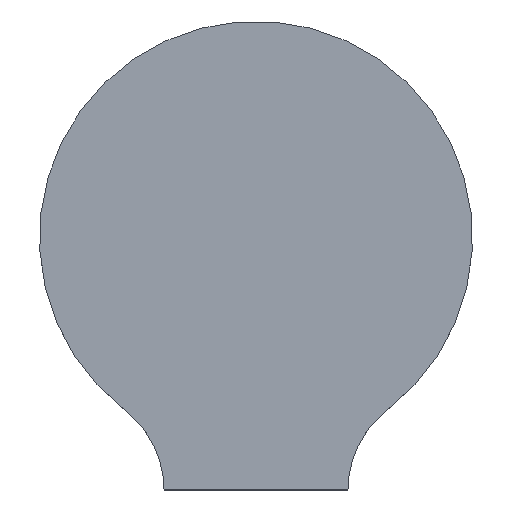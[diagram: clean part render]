
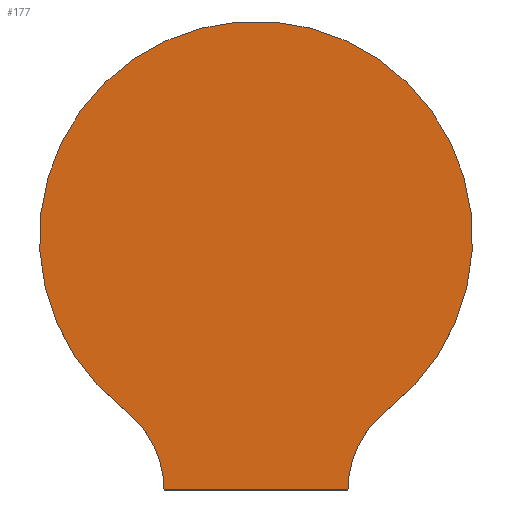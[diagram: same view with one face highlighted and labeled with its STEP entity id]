
A CAD part, top view. The second image highlights one B-rep face of the part: STEP entity #177.
In plain terms, the highlighted planar face has unit normal (0, 0, 1).
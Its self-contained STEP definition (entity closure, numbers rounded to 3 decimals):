
#42 = VERTEX_POINT('',#43);
#43 = CARTESIAN_POINT('',(11.087,-14.496,3.));
#49 = EDGE_CURVE('',#42,#50,#52,.T.);
#50 = VERTEX_POINT('',#51);
#51 = CARTESIAN_POINT('',(-11.087,-14.496,3.));
#52 = CIRCLE('',#53,18.25);
#53 = AXIS2_PLACEMENT_3D('',#54,#55,#56);
#54 = CARTESIAN_POINT('',(0.,0.,3.));
#55 = DIRECTION('',(0.,0.,1.));
#56 = DIRECTION('',(1.,0.,0.));
#84 = VERTEX_POINT('',#85);
#85 = CARTESIAN_POINT('',(-7.75,-21.25,3.));
#91 = EDGE_CURVE('',#84,#50,#92,.T.);
#92 = CIRCLE('',#93,8.503);
#93 = AXIS2_PLACEMENT_3D('',#94,#95,#96);
#94 = CARTESIAN_POINT('',(-16.253,-21.25,3.));
#95 = DIRECTION('',(0.,0.,1.));
#96 = DIRECTION('',(1.,0.,0.));
#115 = EDGE_CURVE('',#84,#116,#118,.T.);
#116 = VERTEX_POINT('',#117);
#117 = CARTESIAN_POINT('',(7.75,-21.25,3.));
#118 = LINE('',#119,#120);
#119 = CARTESIAN_POINT('',(-7.75,-21.25,3.));
#120 = VECTOR('',#121,1.);
#121 = DIRECTION('',(1.,0.,0.));
#146 = EDGE_CURVE('',#42,#116,#147,.T.);
#147 = CIRCLE('',#148,8.503);
#148 = AXIS2_PLACEMENT_3D('',#149,#150,#151);
#149 = CARTESIAN_POINT('',(16.253,-21.25,3.));
#150 = DIRECTION('',(0.,0.,1.));
#151 = DIRECTION('',(1.,0.,0.));
#177 = ADVANCED_FACE('',(#178),#184,.T.);
#178 = FACE_BOUND('',#179,.T.);
#179 = EDGE_LOOP('',(#180,#181,#182,#183));
#180 = ORIENTED_EDGE('',*,*,#49,.T.);
#181 = ORIENTED_EDGE('',*,*,#91,.F.);
#182 = ORIENTED_EDGE('',*,*,#115,.T.);
#183 = ORIENTED_EDGE('',*,*,#146,.F.);
#184 = PLANE('',#185);
#185 = AXIS2_PLACEMENT_3D('',#186,#187,#188);
#186 = CARTESIAN_POINT('',(0.,-2.955,3.));
#187 = DIRECTION('',(0.,0.,1.));
#188 = DIRECTION('',(1.,0.,0.));
